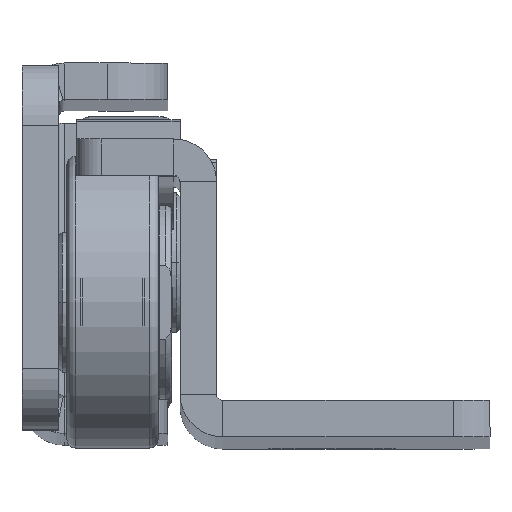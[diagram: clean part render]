
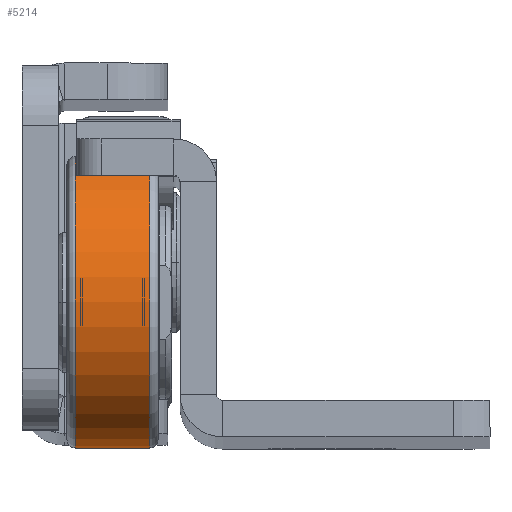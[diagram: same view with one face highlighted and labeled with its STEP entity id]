
A CAD part, top view. The second image highlights one B-rep face of the part: STEP entity #5214.
In plain terms, the highlighted cylindrical face has radius 12 mm (diameter 24 mm), a partial arc.
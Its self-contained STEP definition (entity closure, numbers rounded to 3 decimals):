
#469 = CIRCLE ( 'NONE', #7587, 12. ) ;
#543 = LINE ( 'NONE', #12501, #12828 ) ;
#744 = CARTESIAN_POINT ( 'NONE',  ( -3.05, -12., 0. ) ) ;
#1673 = EDGE_LOOP ( 'NONE', ( #7053, #9205, #7469, #8730 ) ) ;
#1867 = DIRECTION ( 'NONE',  ( 1., 0., 0. ) ) ;
#2079 = CARTESIAN_POINT ( 'NONE',  ( -3.05, 0., 0. ) ) ;
#2164 = DIRECTION ( 'NONE',  ( 0., -1., 0. ) ) ;
#2329 = CARTESIAN_POINT ( 'NONE',  ( 3.05, 0., 0. ) ) ;
#2352 = CARTESIAN_POINT ( 'NONE',  ( 3.05, -12., 0. ) ) ;
#3643 = AXIS2_PLACEMENT_3D ( 'NONE', #6025, #13928, #7025 ) ;
#4286 = EDGE_CURVE ( 'NONE', #10709, #12277, #9531, .T. ) ;
#5214 = ADVANCED_FACE ( 'NONE', ( #12682 ), #11442, .T. ) ;
#6025 = CARTESIAN_POINT ( 'NONE',  ( -3.75, 0., 0. ) ) ;
#6451 = VERTEX_POINT ( 'NONE', #8172 ) ;
#6467 = VECTOR ( 'NONE', #9879, 1000. ) ;
#6650 = EDGE_CURVE ( 'NONE', #8642, #6451, #469, .T. ) ;
#7023 = DIRECTION ( 'NONE',  ( -1., 0., 0. ) ) ;
#7025 = DIRECTION ( 'NONE',  ( 0., -1., 0. ) ) ;
#7053 = ORIENTED_EDGE ( 'NONE', *, *, #10425, .F. ) ;
#7469 = ORIENTED_EDGE ( 'NONE', *, *, #8325, .T. ) ;
#7587 = AXIS2_PLACEMENT_3D ( 'NONE', #2079, #1867, #12589 ) ;
#8172 = CARTESIAN_POINT ( 'NONE',  ( -3.05, 12., 0. ) ) ;
#8325 = EDGE_CURVE ( 'NONE', #12277, #8642, #543, .T. ) ;
#8642 = VERTEX_POINT ( 'NONE', #744 ) ;
#8730 = ORIENTED_EDGE ( 'NONE', *, *, #6650, .T. ) ;
#9205 = ORIENTED_EDGE ( 'NONE', *, *, #4286, .T. ) ;
#9531 = CIRCLE ( 'NONE', #12270, 12. ) ;
#9879 = DIRECTION ( 'NONE',  ( -1., 0., 0. ) ) ;
#10395 = CARTESIAN_POINT ( 'NONE',  ( 3.05, 12., 0. ) ) ;
#10425 = EDGE_CURVE ( 'NONE', #10709, #6451, #12208, .T. ) ;
#10709 = VERTEX_POINT ( 'NONE', #10395 ) ;
#10967 = CARTESIAN_POINT ( 'NONE',  ( -3.75, 12., 0. ) ) ;
#11442 = CYLINDRICAL_SURFACE ( 'NONE', #3643, 12. ) ;
#12208 = LINE ( 'NONE', #10967, #6467 ) ;
#12270 = AXIS2_PLACEMENT_3D ( 'NONE', #2329, #7023, #2164 ) ;
#12277 = VERTEX_POINT ( 'NONE', #2352 ) ;
#12358 = DIRECTION ( 'NONE',  ( -1., 0., 0. ) ) ;
#12501 = CARTESIAN_POINT ( 'NONE',  ( -3.75, -12., 0. ) ) ;
#12589 = DIRECTION ( 'NONE',  ( 0., 1., 0. ) ) ;
#12682 = FACE_OUTER_BOUND ( 'NONE', #1673, .T. ) ;
#12828 = VECTOR ( 'NONE', #12358, 1000. ) ;
#13928 = DIRECTION ( 'NONE',  ( -1., 0., 0. ) ) ;
